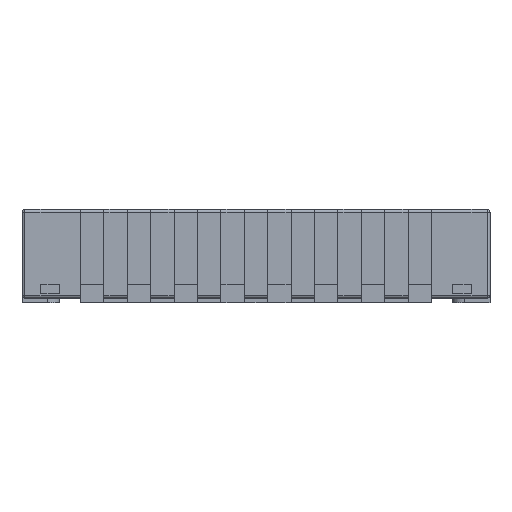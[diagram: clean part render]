
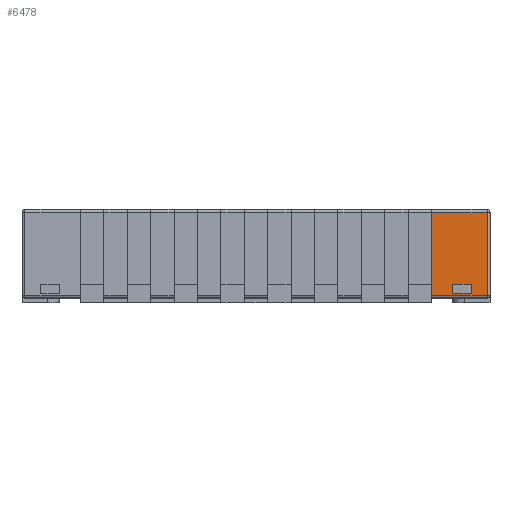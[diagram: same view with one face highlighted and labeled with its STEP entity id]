
A CAD part, front view. The second image highlights one B-rep face of the part: STEP entity #6478.
In plain terms, the highlighted planar face has unit normal (0, -1, 0).
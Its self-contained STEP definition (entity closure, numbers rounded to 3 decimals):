
#28=FACE_BOUND('',#960,.T.);
#85=PLANE('',#7040);
#591=FACE_OUTER_BOUND('',#959,.T.);
#959=EDGE_LOOP('',(#5222,#5223,#5224,#5225,#5226));
#960=EDGE_LOOP('',(#5227,#5228,#5229,#5230));
#1292=LINE('',#9621,#2004);
#1331=LINE('',#9745,#2043);
#1440=LINE('',#10080,#2152);
#1560=LINE('',#10307,#2272);
#1585=LINE('',#10357,#2297);
#1586=LINE('',#10360,#2298);
#1587=LINE('',#10362,#2299);
#1588=LINE('',#10364,#2300);
#1589=LINE('',#10365,#2301);
#2004=VECTOR('',#7683,10.);
#2043=VECTOR('',#7814,10.);
#2152=VECTOR('',#8161,10.);
#2272=VECTOR('',#8367,10.);
#2297=VECTOR('',#8410,10.);
#2298=VECTOR('',#8411,10.);
#2299=VECTOR('',#8412,10.);
#2300=VECTOR('',#8413,10.);
#2301=VECTOR('',#8414,10.);
#2992=VERTEX_POINT('',#9590);
#2999=VERTEX_POINT('',#9614);
#3039=VERTEX_POINT('',#9738);
#3147=VERTEX_POINT('',#10078);
#3211=VERTEX_POINT('',#10305);
#3228=VERTEX_POINT('',#10358);
#3229=VERTEX_POINT('',#10359);
#3230=VERTEX_POINT('',#10361);
#3231=VERTEX_POINT('',#10363);
#3616=EDGE_CURVE('',#2999,#2992,#1292,.T.);
#3679=EDGE_CURVE('',#3039,#2999,#1331,.T.);
#3848=EDGE_CURVE('',#2992,#3147,#1440,.T.);
#3968=EDGE_CURVE('',#3039,#3211,#1560,.T.);
#3993=EDGE_CURVE('',#3211,#3147,#1585,.T.);
#3994=EDGE_CURVE('',#3228,#3229,#1586,.T.);
#3995=EDGE_CURVE('',#3229,#3230,#1587,.T.);
#3996=EDGE_CURVE('',#3230,#3231,#1588,.T.);
#3997=EDGE_CURVE('',#3231,#3228,#1589,.T.);
#5222=ORIENTED_EDGE('',*,*,#3679,.F.);
#5223=ORIENTED_EDGE('',*,*,#3968,.T.);
#5224=ORIENTED_EDGE('',*,*,#3993,.T.);
#5225=ORIENTED_EDGE('',*,*,#3848,.F.);
#5226=ORIENTED_EDGE('',*,*,#3616,.F.);
#5227=ORIENTED_EDGE('',*,*,#3994,.T.);
#5228=ORIENTED_EDGE('',*,*,#3995,.T.);
#5229=ORIENTED_EDGE('',*,*,#3996,.T.);
#5230=ORIENTED_EDGE('',*,*,#3997,.T.);
#6478=ADVANCED_FACE('',(#591,#28),#85,.T.);
#7040=AXIS2_PLACEMENT_3D('',#10356,#8408,#8409);
#7683=DIRECTION('',(0.,0.,-1.));
#7814=DIRECTION('',(1.,0.,0.));
#8161=DIRECTION('',(-1.,0.,0.));
#8367=DIRECTION('',(0.,0.,-1.));
#8408=DIRECTION('center_axis',(0.,-1.,0.));
#8409=DIRECTION('ref_axis',(1.,0.,0.));
#8410=DIRECTION('',(0.,0.,-1.));
#8411=DIRECTION('',(1.,0.,0.));
#8412=DIRECTION('',(0.,0.,-1.));
#8413=DIRECTION('',(-1.,0.,0.));
#8414=DIRECTION('',(0.,0.,1.));
#9590=CARTESIAN_POINT('',(2.47,-2.5,0.08));
#9614=CARTESIAN_POINT('',(2.47,-2.5,0.97));
#9621=CARTESIAN_POINT('',(2.47,-2.5,0.05));
#9738=CARTESIAN_POINT('',(1.875,-2.5,0.97));
#9745=CARTESIAN_POINT('',(-1.25,-2.5,0.97));
#10078=CARTESIAN_POINT('',(1.875,-2.5,0.08));
#10080=CARTESIAN_POINT('',(-1.25,-2.5,0.08));
#10305=CARTESIAN_POINT('',(1.875,-2.5,0.2));
#10307=CARTESIAN_POINT('',(1.875,-2.5,0.05));
#10356=CARTESIAN_POINT('Origin',(-2.5,-2.5,0.05));
#10357=CARTESIAN_POINT('',(1.875,-2.5,0.05));
#10358=CARTESIAN_POINT('',(2.1,-2.5,0.2));
#10359=CARTESIAN_POINT('',(2.3,-2.5,0.2));
#10360=CARTESIAN_POINT('',(-0.1,-2.5,0.2));
#10361=CARTESIAN_POINT('',(2.3,-2.5,0.1));
#10362=CARTESIAN_POINT('',(2.3,-2.5,0.075));
#10363=CARTESIAN_POINT('',(2.1,-2.5,0.1));
#10364=CARTESIAN_POINT('',(-0.2,-2.5,0.1));
#10365=CARTESIAN_POINT('',(2.1,-2.5,0.125));
